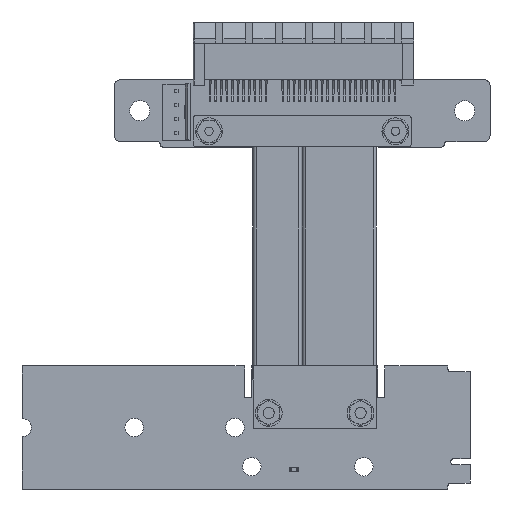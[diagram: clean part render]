
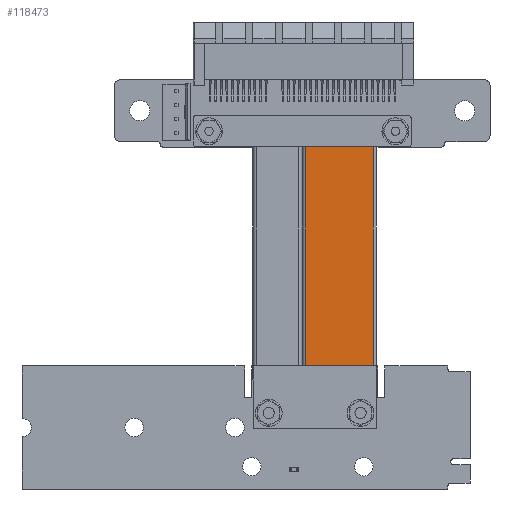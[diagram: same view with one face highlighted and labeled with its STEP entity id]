
A CAD part, top view. The second image highlights one B-rep face of the part: STEP entity #118473.
In plain terms, the highlighted face is planar.
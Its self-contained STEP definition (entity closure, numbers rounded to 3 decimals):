
#118445 = VERTEX_POINT('',#118446);
#118446 = CARTESIAN_POINT('',(0.,0.,
    0.));
#118453 = EDGE_CURVE('',#118454,#118445,#118456,.T.);
#118454 = VERTEX_POINT('',#118455);
#118455 = CARTESIAN_POINT('',(0.,0.,
    -43.));
#118456 = LINE('',#118457,#118458);
#118457 = CARTESIAN_POINT('',(0.,0.,
    -43.));
#118458 = VECTOR('',#118459,1.);
#118459 = DIRECTION('',(0.,0.,1.));
#118473 = ADVANCED_FACE('',(#118474),#118499,.T.);
#118474 = FACE_BOUND('',#118475,.T.);
#118475 = EDGE_LOOP('',(#118476,#118484,#118492,#118498));
#118476 = ORIENTED_EDGE('',*,*,#118477,.F.);
#118477 = EDGE_CURVE('',#118478,#118445,#118480,.T.);
#118478 = VERTEX_POINT('',#118479);
#118479 = CARTESIAN_POINT('',(12.065,0.,
    0.));
#118480 = LINE('',#118481,#118482);
#118481 = CARTESIAN_POINT('',(0.,0.,
    0.));
#118482 = VECTOR('',#118483,1.);
#118483 = DIRECTION('',(-1.,0.,0.));
#118484 = ORIENTED_EDGE('',*,*,#118485,.F.);
#118485 = EDGE_CURVE('',#118486,#118478,#118488,.T.);
#118486 = VERTEX_POINT('',#118487);
#118487 = CARTESIAN_POINT('',(12.065,0.,-43.)
  );
#118488 = LINE('',#118489,#118490);
#118489 = CARTESIAN_POINT('',(12.065,0.,-43.)
  );
#118490 = VECTOR('',#118491,1.);
#118491 = DIRECTION('',(0.,0.,1.));
#118492 = ORIENTED_EDGE('',*,*,#118493,.T.);
#118493 = EDGE_CURVE('',#118486,#118454,#118494,.T.);
#118494 = LINE('',#118495,#118496);
#118495 = CARTESIAN_POINT('',(0.,0.,
    -43.));
#118496 = VECTOR('',#118497,1.);
#118497 = DIRECTION('',(-1.,0.,0.));
#118498 = ORIENTED_EDGE('',*,*,#118453,.T.);
#118499 = PLANE('',#118500);
#118500 = AXIS2_PLACEMENT_3D('',#118501,#118502,#118503);
#118501 = CARTESIAN_POINT('',(0.,0.,
    -43.));
#118502 = DIRECTION('',(0.,1.,0.));
#118503 = DIRECTION('',(0.,0.,1.));
